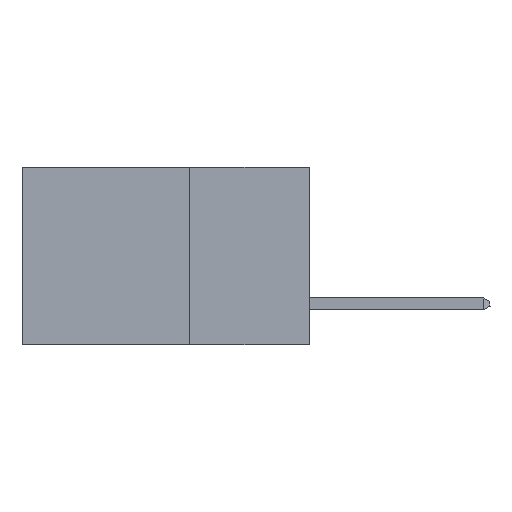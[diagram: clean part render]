
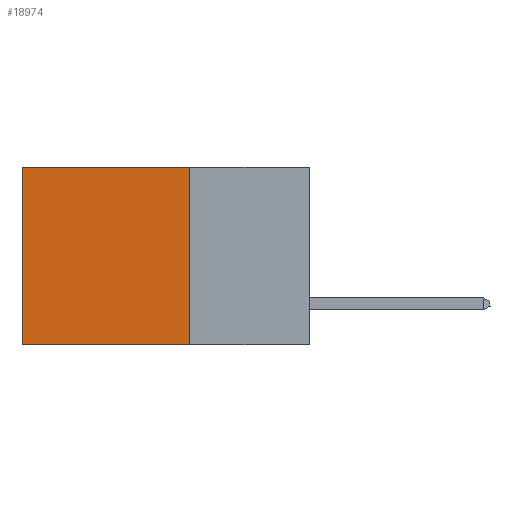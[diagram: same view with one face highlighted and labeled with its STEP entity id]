
A CAD part, left-side view. The second image highlights one B-rep face of the part: STEP entity #18974.
In plain terms, the highlighted planar face has unit normal (-1, 0, 0).
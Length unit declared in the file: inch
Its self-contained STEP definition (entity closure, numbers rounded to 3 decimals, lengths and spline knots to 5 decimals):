
#758 = EDGE_CURVE ( 'NONE', #13214, #20010, #23880, .T. ) ;
#1992 = VECTOR ( 'NONE', #35917, 39.37008 ) ;
#2293 = EDGE_CURVE ( 'NONE', #13214, #37161, #9691, .T. ) ;
#3233 = VECTOR ( 'NONE', #27906, 39.37008 ) ;
#6437 = CARTESIAN_POINT ( 'NONE',  ( 0.2875, 0.25, 0. ) ) ;
#8152 = DIRECTION ( 'NONE',  ( 1., 0., 0. ) ) ;
#9691 = LINE ( 'NONE', #40837, #3233 ) ;
#11252 = VERTEX_POINT ( 'NONE', #40387 ) ;
#11502 = DIRECTION ( 'NONE',  ( 0., 0., -1. ) ) ;
#13214 = VERTEX_POINT ( 'NONE', #6437 ) ;
#13432 = CARTESIAN_POINT ( 'NONE',  ( 0.2875, 0.25, -0.37 ) ) ;
#14934 = FACE_OUTER_BOUND ( 'NONE', #33559, .T. ) ;
#18011 = LINE ( 'NONE', #13432, #1992 ) ;
#18974 = ADVANCED_FACE ( 'NONE', ( #14934 ), #30906, .F. ) ;
#20010 = VERTEX_POINT ( 'NONE', #36001 ) ;
#20625 = ORIENTED_EDGE ( 'NONE', *, *, #22938, .F. ) ;
#21175 = CARTESIAN_POINT ( 'NONE',  ( 0.2875, 0.25, -0.37 ) ) ;
#21192 = ORIENTED_EDGE ( 'NONE', *, *, #758, .T. ) ;
#22938 = EDGE_CURVE ( 'NONE', #37161, #11252, #18011, .T. ) ;
#23880 = LINE ( 'NONE', #35453, #25902 ) ;
#24039 = ORIENTED_EDGE ( 'NONE', *, *, #40063, .T. ) ;
#24135 = CARTESIAN_POINT ( 'NONE',  ( 0.2875, 0.25, 0. ) ) ;
#25773 = DIRECTION ( 'NONE',  ( 0., 1., 0. ) ) ;
#25902 = VECTOR ( 'NONE', #25773, 39.37008 ) ;
#26327 = VECTOR ( 'NONE', #35872, 39.37008 ) ;
#27906 = DIRECTION ( 'NONE',  ( 0., 0., -1. ) ) ;
#28349 = LINE ( 'NONE', #39532, #26327 ) ;
#30906 = PLANE ( 'NONE',  #31186 ) ;
#31186 = AXIS2_PLACEMENT_3D ( 'NONE', #24135, #8152, #11502 ) ;
#33559 = EDGE_LOOP ( 'NONE', ( #24039, #20625, #36151, #21192 ) ) ;
#35453 = CARTESIAN_POINT ( 'NONE',  ( 0.2875, 0.25, 0. ) ) ;
#35872 = DIRECTION ( 'NONE',  ( 0., 0., -1. ) ) ;
#35917 = DIRECTION ( 'NONE',  ( 0., 1., 0. ) ) ;
#36001 = CARTESIAN_POINT ( 'NONE',  ( 0.2875, 0.6, 0. ) ) ;
#36151 = ORIENTED_EDGE ( 'NONE', *, *, #2293, .F. ) ;
#37161 = VERTEX_POINT ( 'NONE', #21175 ) ;
#39532 = CARTESIAN_POINT ( 'NONE',  ( 0.2875, 0.6, 0. ) ) ;
#40063 = EDGE_CURVE ( 'NONE', #20010, #11252, #28349, .T. ) ;
#40387 = CARTESIAN_POINT ( 'NONE',  ( 0.2875, 0.6, -0.37 ) ) ;
#40837 = CARTESIAN_POINT ( 'NONE',  ( 0.2875, 0.25, 0. ) ) ;
